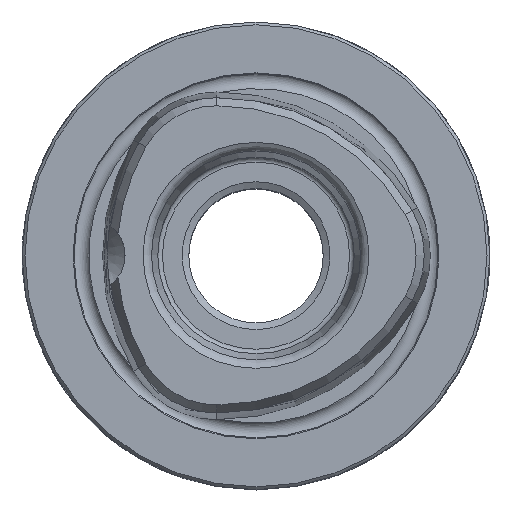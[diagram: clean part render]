
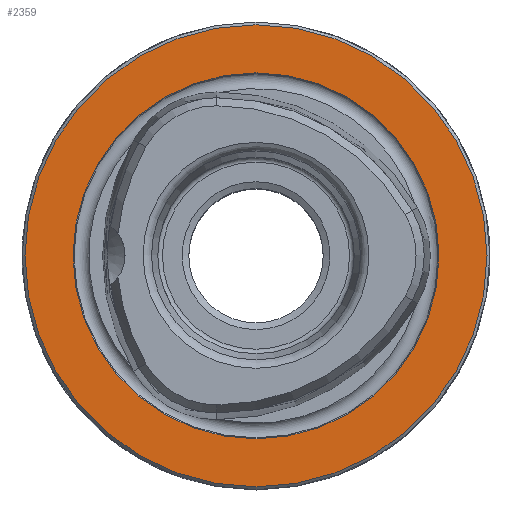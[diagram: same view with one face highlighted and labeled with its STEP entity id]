
A CAD part, top view. The second image highlights one B-rep face of the part: STEP entity #2359.
In plain terms, the highlighted planar face has unit normal (0, 0, 1).
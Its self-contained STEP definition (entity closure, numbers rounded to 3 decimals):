
#190=PLANE('',#2541);
#401=ORIENTED_EDGE('',*,*,#685,.T.);
#402=ORIENTED_EDGE('',*,*,#742,.F.);
#685=EDGE_CURVE('',#878,#878,#1020,.T.);
#742=EDGE_CURVE('',#920,#920,#1027,.T.);
#878=VERTEX_POINT('',#3297);
#920=VERTEX_POINT('',#3508);
#1020=CIRCLE('',#2501,24.7);
#1027=CIRCLE('',#2542,19.564);
#1169=EDGE_LOOP('',(#401));
#1170=EDGE_LOOP('',(#402));
#1352=FACE_BOUND('',#1169,.T.);
#1353=FACE_BOUND('',#1170,.T.);
#2359=ADVANCED_FACE('',(#1352,#1353),#190,.T.);
#2501=AXIS2_PLACEMENT_3D('',#3296,#2814,#2815);
#2541=AXIS2_PLACEMENT_3D('',#3506,#2918,#2919);
#2542=AXIS2_PLACEMENT_3D('',#3507,#2920,#2921);
#2814=DIRECTION('',(0.,0.,1.));
#2815=DIRECTION('',(1.,0.,0.));
#2918=DIRECTION('',(0.,0.,1.));
#2919=DIRECTION('',(1.,0.,0.));
#2920=DIRECTION('',(0.,0.,1.));
#2921=DIRECTION('',(1.,0.,0.));
#3296=CARTESIAN_POINT('',(0.,0.,0.));
#3297=CARTESIAN_POINT('',(24.7,0.,0.));
#3506=CARTESIAN_POINT('',(19.4,0.,0.));
#3507=CARTESIAN_POINT('',(0.,0.,0.));
#3508=CARTESIAN_POINT('',(19.564,0.,0.));
